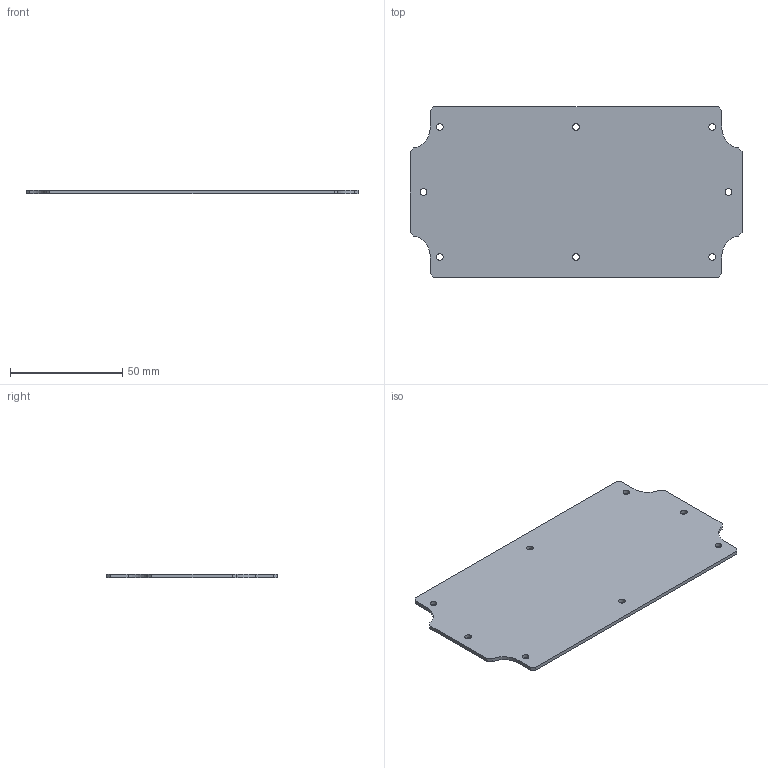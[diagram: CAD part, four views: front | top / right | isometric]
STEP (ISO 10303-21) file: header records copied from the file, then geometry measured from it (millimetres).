
FILE_DESCRIPTION (( 'STEP AP203' ), '1' );
FILE_NAME ('1555JFPL.step', '2020-11-14T11:34:31', ( 'ADC123' ), ( 'Microsoft' ), 'SwSTEP 2.0', 'SolidWorks 2019', '' );
FILE_SCHEMA (( 'CONFIG_CONTROL_DESIGN' ));
Length unit declared in the file: inch
Products named in the file (1): 1555JFPL
Bounding box: 148 x 76 x 1.63 mm (x, y, z)
Volume: 17207.8 mm3; surface area: 21985.5 mm2
Topology: 1 solids, 1 shells, 30 faces, 84 edges, 56 vertices
Faces by surface type: plane 18, cylinder 12
Full cylindrical faces by diameter (mm): 3 x8
Entity records: 1043 total; most frequent: CARTESIAN_POINT 163, DIRECTION 162, ORIENTED_EDGE 152, EDGE_CURVE 76, VERTEX_POINT 56, AXIS2_PLACEMENT_3D 55, EDGE_LOOP 54, VECTOR 52
